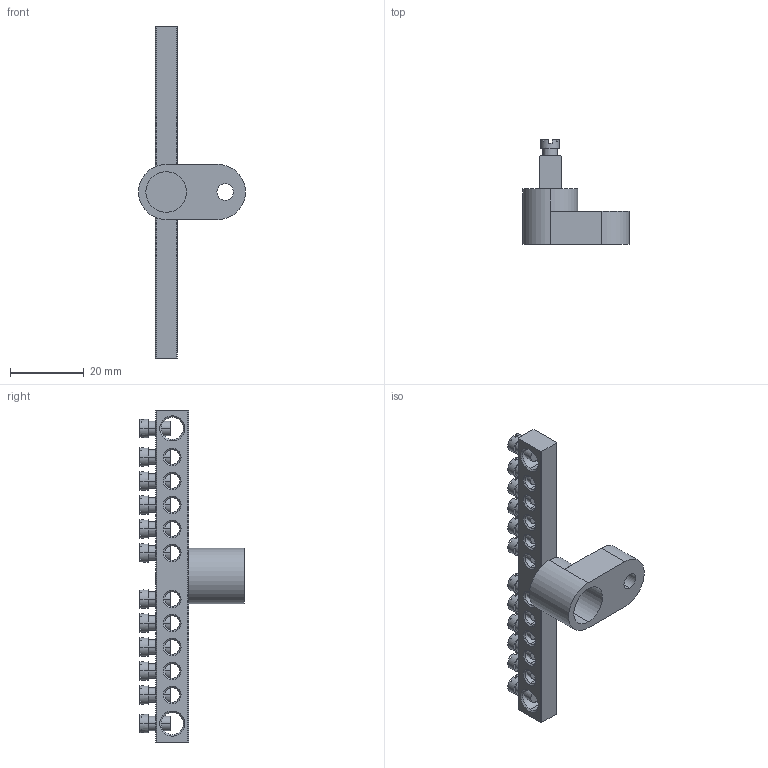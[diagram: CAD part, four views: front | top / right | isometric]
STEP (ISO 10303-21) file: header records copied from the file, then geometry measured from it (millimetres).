
FILE_DESCRIPTION (( 'STEP AP214' ), '1' );
FILE_NAME ('YNN10-69-12C1-K05 Øèíà PE çåìëÿ íà îäíîì óãëîâîì èçîë ØÍÈ-6õ9-12-Ó1-Æ ÈÝÊ.STEP', '2016-08-24T08:24:54', ( 'user' ), ( '' ), 'SwSTEP 2.0', 'SolidWorks 2014', '' );
FILE_SCHEMA (( 'AUTOMOTIVE_DESIGN' ));
Length unit declared in the file: millimetre
Products named in the file (4): YNN10-69-12C1-K05 Øèíà PE çåìëÿ íà îäíîì óãëîâîì èçîë ØÍÈ-6õ9-12-Ó1-Æ ÈÝÊ; Óãëîâîé èçîëÿòîð äëÿ 0 øèíû æ¸ëòûé; Øèíà ÂõÍ n-1_6å9 12-1; Âèíò_Œ4
Assembly tree (14 placements, depth 2):
  YNN10-69-12C1-K05 Øèíà PE çåìëÿ íà îäíîì óãëîâîì èçîë ØÍÈ-6õ9-12-Ó1-Æ ÈÝÊ
    Óãëîâîé èçîëÿòîð äëÿ 0 øèíû æ¸ëòûé
    Øèíà ÂõÍ n-1_6å9 12-1
    Âèíò_Œ4  x12
Bounding box: 29 x 28.3 x 90 mm (x, y, z)
Volume: 8130.6 mm3; surface area: 7634.8 mm2
Topology: 14 solids, 14 shells, 629 faces, 1686 edges, 1086 vertices
Faces by surface type: plane 388, cone 136, cylinder 105
Entity records: 6839 total; most frequent: CARTESIAN_POINT 1671, DIRECTION 1039, ORIENTED_EDGE 926, EDGE_CURVE 463, AXIS2_PLACEMENT_3D 409, VERTEX_POINT 283, EDGE_LOOP 244, LINE 221
